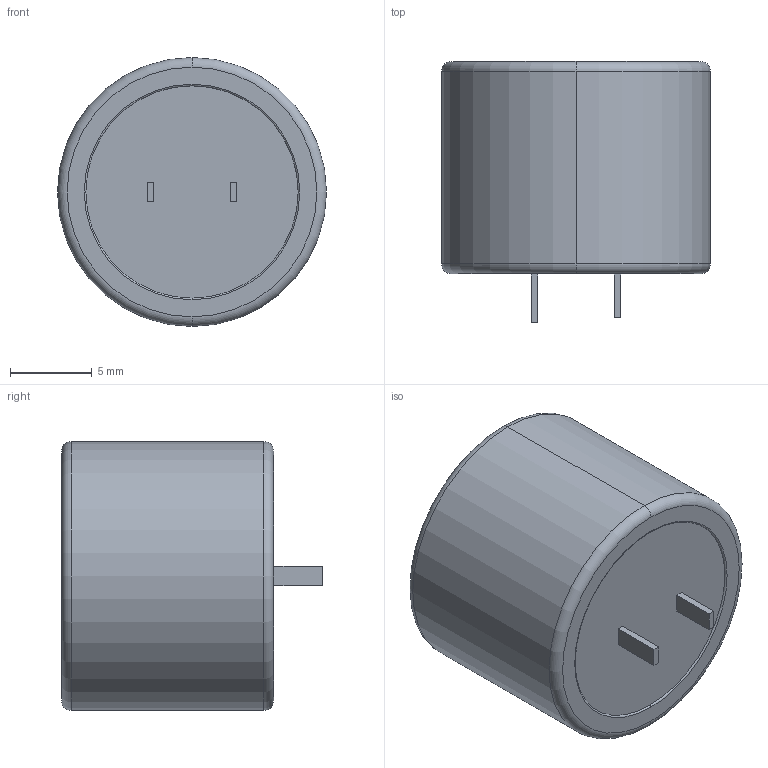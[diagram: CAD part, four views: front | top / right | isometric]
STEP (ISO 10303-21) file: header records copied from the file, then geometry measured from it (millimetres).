
FILE_DESCRIPTION (( 'STEP AP214' ), '1' );
FILE_NAME ('FT0H474ZF.STEP', '2021-02-07T09:24:06', ( '' ), ( '' ), 'SwSTEP 2.0', 'SolidWorks 2018', '' );
FILE_SCHEMA (( 'AUTOMOTIVE_DESIGN' ));
Length unit declared in the file: millimetre
Products named in the file (1): FT0H474ZF
Bounding box: 16.5 x 16 x 16.5 mm (x, y, z)
Volume: 2748.1 mm3; surface area: 2148.1 mm2
Topology: 4 solids, 4 shells, 30 faces, 58 edges, 36 vertices
Faces by surface type: plane 16, torus 8, cylinder 6
Entity records: 831 total; most frequent: DIRECTION 148, CARTESIAN_POINT 125, ORIENTED_EDGE 116, AXIS2_PLACEMENT_3D 59, EDGE_CURVE 58, VERTEX_POINT 36, EDGE_LOOP 32, VECTOR 30
